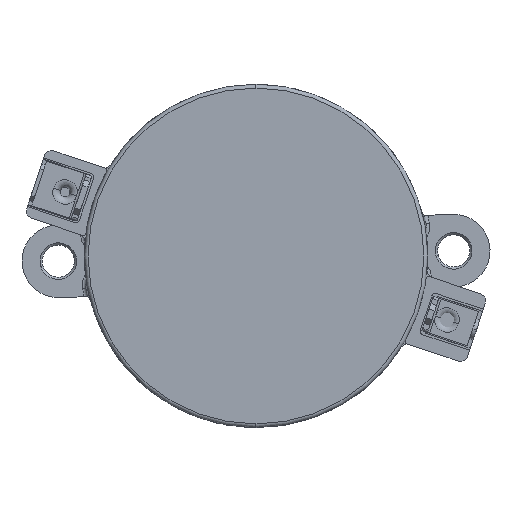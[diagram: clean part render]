
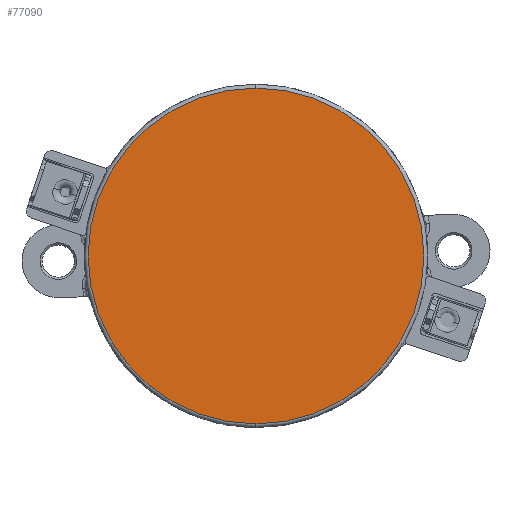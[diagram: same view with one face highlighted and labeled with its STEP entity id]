
A CAD part, front view. The second image highlights one B-rep face of the part: STEP entity #77090.
In plain terms, the highlighted planar face has unit normal (0, -1, 0).
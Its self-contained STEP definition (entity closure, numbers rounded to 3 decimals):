
#1688 = DIRECTION ( 'NONE',  ( 0., 0., -1. ) ) ;
#7538 = AXIS2_PLACEMENT_3D ( 'NONE', #29902, #80935, #1688 ) ;
#7853 = DIRECTION ( 'NONE',  ( 0., 0., -1. ) ) ;
#16076 = ORIENTED_EDGE ( 'NONE', *, *, #110447, .T. ) ;
#16364 = CARTESIAN_POINT ( 'NONE',  ( 0., -3.4, -22.5 ) ) ;
#29902 = CARTESIAN_POINT ( 'NONE',  ( 0., -3.4, 0. ) ) ;
#31569 = EDGE_LOOP ( 'NONE', ( #16076, #41382 ) ) ;
#41382 = ORIENTED_EDGE ( 'NONE', *, *, #92126, .T. ) ;
#47199 = CARTESIAN_POINT ( 'NONE',  ( 0., -3.4, 0. ) ) ;
#48478 = PLANE ( 'NONE',  #128261 ) ;
#49375 = CIRCLE ( 'NONE', #7538, 22.5 ) ;
#52191 = AXIS2_PLACEMENT_3D ( 'NONE', #85282, #58386, #116031 ) ;
#58386 = DIRECTION ( 'NONE',  ( 0., -1., 0. ) ) ;
#75353 = CARTESIAN_POINT ( 'NONE',  ( 0., -3.4, 22.5 ) ) ;
#77090 = ADVANCED_FACE ( 'NONE', ( #98198 ), #48478, .T. ) ;
#79393 = CIRCLE ( 'NONE', #52191, 22.5 ) ;
#80935 = DIRECTION ( 'NONE',  ( 0., -1., 0. ) ) ;
#85282 = CARTESIAN_POINT ( 'NONE',  ( 0., -3.4, 0. ) ) ;
#92126 = EDGE_CURVE ( 'NONE', #120079, #129406, #49375, .T. ) ;
#98198 = FACE_OUTER_BOUND ( 'NONE', #31569, .T. ) ;
#110447 = EDGE_CURVE ( 'NONE', #129406, #120079, #79393, .T. ) ;
#114808 = DIRECTION ( 'NONE',  ( 0., -1., 0. ) ) ;
#116031 = DIRECTION ( 'NONE',  ( 0., 0., -1. ) ) ;
#120079 = VERTEX_POINT ( 'NONE', #75353 ) ;
#128261 = AXIS2_PLACEMENT_3D ( 'NONE', #47199, #114808, #7853 ) ;
#129406 = VERTEX_POINT ( 'NONE', #16364 ) ;
